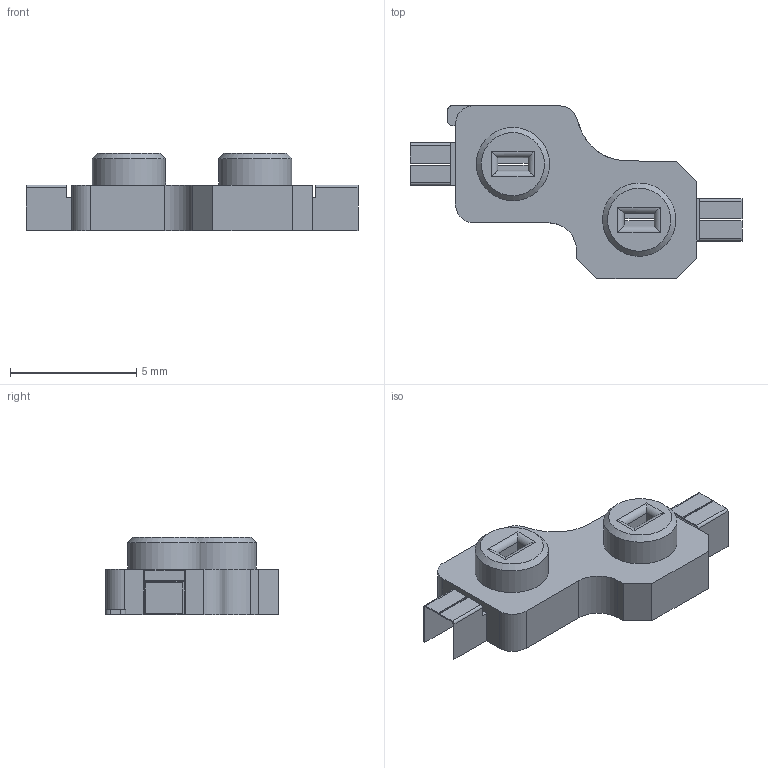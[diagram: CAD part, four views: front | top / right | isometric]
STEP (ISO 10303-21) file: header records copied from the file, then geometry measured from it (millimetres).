
FILE_DESCRIPTION(/* description */ (''),/* implementation_level */ '2;1');
FILE_NAME(/* name */ 'kailh_choc_socket.step',/* time_stamp */ '2023-10-18T01:57:10+09:00',/* author */ (''),/* organization */ (''),/* preprocessor_version */ 'ST-DEVELOPER v20',/* originating_system */ 'Autodesk Translation Framework v12.14.0.127',/* authorisation */ '');
FILE_SCHEMA (('AUTOMOTIVE_DESIGN { 1 0 10303 214 3 1 1 }'));
Length unit declared in the file: millimetre
Products named in the file (1): kailh choc socket
Bounding box: 13.15 x 6.85 x 3.05 mm (x, y, z)
Volume: 80.6 mm3; surface area: 297.7 mm2
Topology: 3 solids, 3 shells, 139 faces, 375 edges, 244 vertices
Faces by surface type: plane 105, cylinder 31, cone 2, bspline 1
Full cylindrical faces by diameter (mm): 2.9 x2
Entity records: 4422 total; most frequent: CARTESIAN_POINT 836, ORIENTED_EDGE 750, DIRECTION 707, EDGE_CURVE 375, LINE 317, VECTOR 317, VERTEX_POINT 244, AXIS2_PLACEMENT_3D 195
